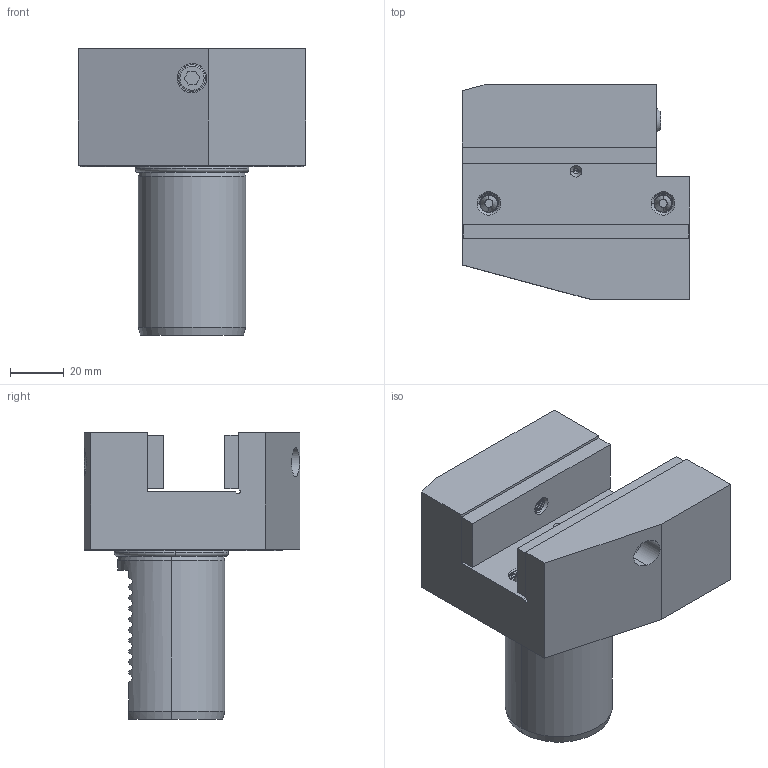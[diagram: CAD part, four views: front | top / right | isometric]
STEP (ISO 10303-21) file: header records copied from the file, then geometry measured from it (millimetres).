
FILE_DESCRIPTION (( 'STEP AP203' ), '1' );
FILE_NAME ('409.31.25.STEP', '2016-11-28T09:24:13', ( '' ), ( '' ), 'SwSTEP 2.0', 'SolidWorks 2012', '' );
FILE_SCHEMA (( 'CONFIG_CONTROL_DESIGN' ));
Products named in the file (13): 409.31.25; 18x7.8; 皿頭_M4xP0.7x8L; M12平頭螺絲; M8尖頭螺絲; 2-44100006N4出水銅嘴; O型環38.7; 84x20x5; M6x12; M6x20; 72.5x20x6; VDI40    B1; 管螺文螺絲
Assembly tree (14 placements, depth 2):
  409.31.25
    VDI40    B1
    管螺文螺絲
    72.5x20x6
    84x20x5
    M6x12
    M6x20
    O型環38.7
    M8尖頭螺絲  x2
    M12平頭螺絲  x2
    2-44100006N4出水銅嘴
    皿頭_M4xP0.7x8L
    18x7.8
Bounding box: 85 x 80.5 x 107 mm (x, y, z)
Volume: 289427.9 mm3; surface area: 60958.1 mm2
Topology: 31 solids, 31 shells, 735 faces, 1908 edges, 1240 vertices
Faces by surface type: cylinder 329, cone 158, plane 150, bspline 78, torus 18, sphere 2
Entity records: 87396 total; most frequent: CARTESIAN_POINT 72165, ORIENTED_EDGE 3350, DIRECTION 2309, EDGE_CURVE 1675, VERTEX_POINT 1091, AXIS2_PLACEMENT_3D 835, EDGE_LOOP 692, FACE_OUTER_BOUND 655
